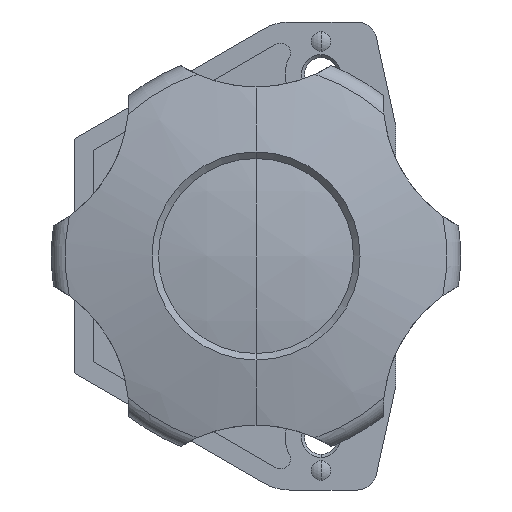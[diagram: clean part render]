
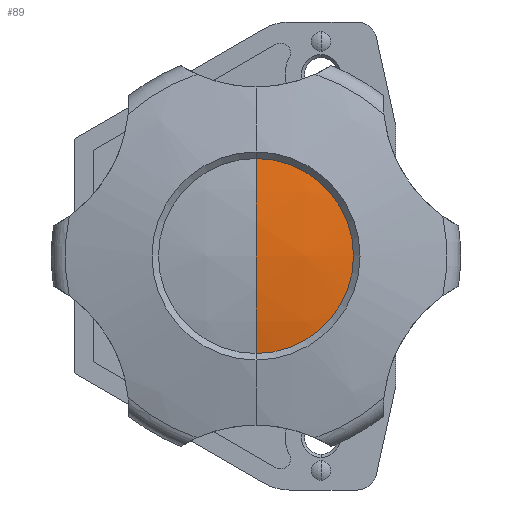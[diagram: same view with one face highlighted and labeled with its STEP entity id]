
A CAD part, front view. The second image highlights one B-rep face of the part: STEP entity #89.
In plain terms, the highlighted spherical face has radius 79 mm.
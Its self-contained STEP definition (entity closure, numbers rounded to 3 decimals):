
#89 = ADVANCED_FACE ( 'NONE', ( #450 ), #3314, .T. ) ;
#285 = DIRECTION ( 'NONE',  ( 0., 0., 1. ) ) ;
#340 = CARTESIAN_POINT ( 'NONE',  ( 0., 1.437, 0. ) ) ;
#348 = AXIS2_PLACEMENT_3D ( 'NONE', #2414, #6403, #3615 ) ;
#450 = FACE_OUTER_BOUND ( 'NONE', #586, .T. ) ;
#586 = EDGE_LOOP ( 'NONE', ( #3817, #5935, #2912 ) ) ;
#1121 = CARTESIAN_POINT ( 'NONE',  ( 0., 79., 0. ) ) ;
#1220 = VERTEX_POINT ( 'NONE', #3363 ) ;
#1240 = CARTESIAN_POINT ( 'NONE',  ( 0., 1.437, 15. ) ) ;
#1747 = EDGE_CURVE ( 'NONE', #2291, #2964, #4258, .T. ) ;
#2098 = DIRECTION ( 'NONE',  ( 0., 1., 0. ) ) ;
#2291 = VERTEX_POINT ( 'NONE', #1240 ) ;
#2328 = EDGE_CURVE ( 'NONE', #1220, #2291, #6254, .T. ) ;
#2397 = DIRECTION ( 'NONE',  ( 0., 0., 1. ) ) ;
#2414 = CARTESIAN_POINT ( 'NONE',  ( 0., 79., 0. ) ) ;
#2417 = CIRCLE ( 'NONE', #4163, 79. ) ;
#2585 = EDGE_CURVE ( 'NONE', #1220, #2964, #2417, .T. ) ;
#2912 = ORIENTED_EDGE ( 'NONE', *, *, #1747, .F. ) ;
#2964 = VERTEX_POINT ( 'NONE', #3134 ) ;
#3134 = CARTESIAN_POINT ( 'NONE',  ( 0., 1.437, -15. ) ) ;
#3314 = SPHERICAL_SURFACE ( 'NONE', #5917, 79. ) ;
#3363 = CARTESIAN_POINT ( 'NONE',  ( 0., 0., 0. ) ) ;
#3615 = DIRECTION ( 'NONE',  ( 0., 0., 1. ) ) ;
#3817 = ORIENTED_EDGE ( 'NONE', *, *, #2328, .F. ) ;
#4079 = DIRECTION ( 'NONE',  ( 1., 0., 0. ) ) ;
#4163 = AXIS2_PLACEMENT_3D ( 'NONE', #1121, #6588, #7176 ) ;
#4258 = CIRCLE ( 'NONE', #5440, 15. ) ;
#4654 = CARTESIAN_POINT ( 'NONE',  ( 0., 79., 0. ) ) ;
#5440 = AXIS2_PLACEMENT_3D ( 'NONE', #340, #2098, #285 ) ;
#5917 = AXIS2_PLACEMENT_3D ( 'NONE', #4654, #4079, #2397 ) ;
#5935 = ORIENTED_EDGE ( 'NONE', *, *, #2585, .T. ) ;
#6254 = CIRCLE ( 'NONE', #348, 79. ) ;
#6403 = DIRECTION ( 'NONE',  ( -1., 0., 0. ) ) ;
#6588 = DIRECTION ( 'NONE',  ( 1., 0., 0. ) ) ;
#7176 = DIRECTION ( 'NONE',  ( 0., 0., -1. ) ) ;
